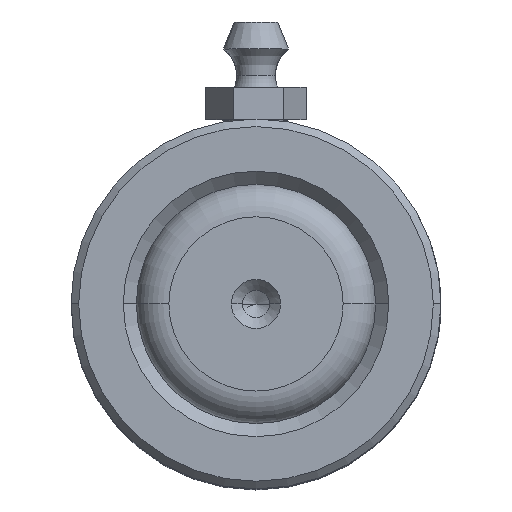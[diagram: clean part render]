
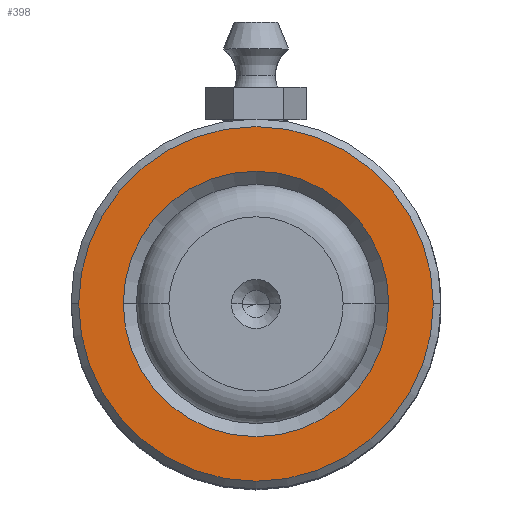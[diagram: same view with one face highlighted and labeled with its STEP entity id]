
A CAD part, top view. The second image highlights one B-rep face of the part: STEP entity #398.
In plain terms, the highlighted planar face has unit normal (0, 0, 1).
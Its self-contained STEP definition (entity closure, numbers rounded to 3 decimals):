
#174 = EDGE_CURVE ( 'NONE', #4209, #4341, #6926, .T. ) ;
#370 = DIRECTION ( 'NONE',  ( 1., 0., 0. ) ) ;
#398 = ADVANCED_FACE ( 'NONE', ( #4849, #1138 ), #8546, .T. ) ;
#454 = CARTESIAN_POINT ( 'NONE',  ( 0., 0., 60. ) ) ;
#593 = AXIS2_PLACEMENT_3D ( 'NONE', #454, #8626, #4633 ) ;
#883 = CARTESIAN_POINT ( 'NONE',  ( 12.2, 0., 60. ) ) ;
#914 = DIRECTION ( 'NONE',  ( 1., 0., 0. ) ) ;
#1138 = FACE_BOUND ( 'NONE', #3928, .T. ) ;
#1336 = CARTESIAN_POINT ( 'NONE',  ( 0., 0., 60. ) ) ;
#1398 = AXIS2_PLACEMENT_3D ( 'NONE', #7836, #5215, #5160 ) ;
#1603 = CIRCLE ( 'NONE', #7540, 16.3 ) ;
#2394 = DIRECTION ( 'NONE',  ( 0., 0., -1. ) ) ;
#2641 = ORIENTED_EDGE ( 'NONE', *, *, #174, .T. ) ;
#2884 = VERTEX_POINT ( 'NONE', #883 ) ;
#2903 = CARTESIAN_POINT ( 'NONE',  ( 0., 0., 60. ) ) ;
#3018 = CARTESIAN_POINT ( 'NONE',  ( -12.2, 0., 60. ) ) ;
#3080 = CARTESIAN_POINT ( 'NONE',  ( 0., 0., 60. ) ) ;
#3761 = EDGE_CURVE ( 'NONE', #2884, #5310, #6247, .T. ) ;
#3928 = EDGE_LOOP ( 'NONE', ( #6757, #7181 ) ) ;
#4104 = EDGE_CURVE ( 'NONE', #5310, #2884, #7079, .T. ) ;
#4209 = VERTEX_POINT ( 'NONE', #7398 ) ;
#4341 = VERTEX_POINT ( 'NONE', #8096 ) ;
#4633 = DIRECTION ( 'NONE',  ( 1., 0., 0. ) ) ;
#4849 = FACE_OUTER_BOUND ( 'NONE', #6348, .T. ) ;
#4996 = EDGE_CURVE ( 'NONE', #4341, #4209, #1603, .T. ) ;
#5160 = DIRECTION ( 'NONE',  ( 1., 0., 0. ) ) ;
#5215 = DIRECTION ( 'NONE',  ( 0., 0., 1. ) ) ;
#5310 = VERTEX_POINT ( 'NONE', #3018 ) ;
#5550 = DIRECTION ( 'NONE',  ( 0., 0., 1. ) ) ;
#5986 = DIRECTION ( 'NONE',  ( 1., 0., 0. ) ) ;
#6247 = CIRCLE ( 'NONE', #6813, 12.2 ) ;
#6348 = EDGE_LOOP ( 'NONE', ( #8090, #2641 ) ) ;
#6476 = AXIS2_PLACEMENT_3D ( 'NONE', #1336, #7335, #5986 ) ;
#6757 = ORIENTED_EDGE ( 'NONE', *, *, #3761, .T. ) ;
#6813 = AXIS2_PLACEMENT_3D ( 'NONE', #3080, #2394, #370 ) ;
#6926 = CIRCLE ( 'NONE', #593, 16.3 ) ;
#7079 = CIRCLE ( 'NONE', #6476, 12.2 ) ;
#7181 = ORIENTED_EDGE ( 'NONE', *, *, #4104, .T. ) ;
#7335 = DIRECTION ( 'NONE',  ( 0., 0., -1. ) ) ;
#7398 = CARTESIAN_POINT ( 'NONE',  ( 16.3, 0., 60. ) ) ;
#7540 = AXIS2_PLACEMENT_3D ( 'NONE', #2903, #5550, #914 ) ;
#7836 = CARTESIAN_POINT ( 'NONE',  ( 0., 0., 60. ) ) ;
#8090 = ORIENTED_EDGE ( 'NONE', *, *, #4996, .T. ) ;
#8096 = CARTESIAN_POINT ( 'NONE',  ( -16.3, 0., 60. ) ) ;
#8546 = PLANE ( 'NONE',  #1398 ) ;
#8626 = DIRECTION ( 'NONE',  ( 0., 0., 1. ) ) ;
